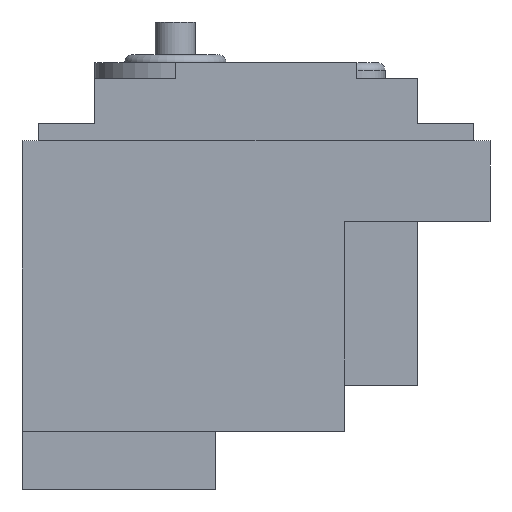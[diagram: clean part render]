
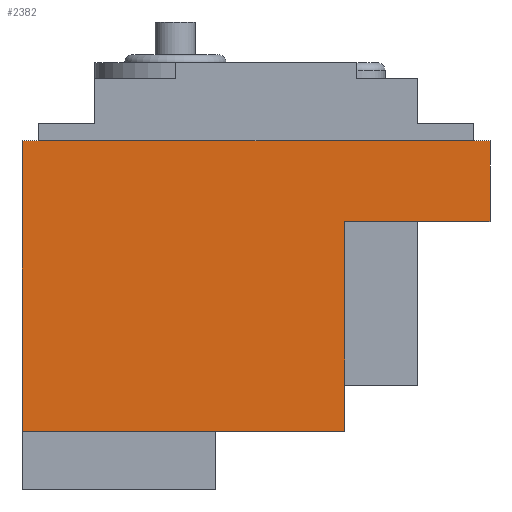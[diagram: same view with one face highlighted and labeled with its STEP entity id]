
A CAD part, top view. The second image highlights one B-rep face of the part: STEP entity #2382.
In plain terms, the highlighted planar face has unit normal (0, 0, 1).
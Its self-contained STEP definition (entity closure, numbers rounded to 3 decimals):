
#50 = CARTESIAN_POINT ( 'NONE',  ( 11., -26., 15.5 ) ) ;
#140 = CARTESIAN_POINT ( 'NONE',  ( -29., 0., 15.5 ) ) ;
#153 = VERTEX_POINT ( 'NONE', #1518 ) ;
#155 = EDGE_CURVE ( 'NONE', #241, #395, #2172, .T. ) ;
#241 = VERTEX_POINT ( 'NONE', #50 ) ;
#252 = CARTESIAN_POINT ( 'NONE',  ( -29., 10., 15.5 ) ) ;
#296 = DIRECTION ( 'NONE',  ( -1., 0., 0. ) ) ;
#395 = VERTEX_POINT ( 'NONE', #3155 ) ;
#503 = CARTESIAN_POINT ( 'NONE',  ( 11., -21., 15.5 ) ) ;
#516 = EDGE_CURVE ( 'NONE', #901, #153, #1439, .T. ) ;
#539 = DIRECTION ( 'NONE',  ( 1., 0., 0. ) ) ;
#618 = EDGE_CURVE ( 'NONE', #153, #2034, #1895, .T. ) ;
#673 = EDGE_CURVE ( 'NONE', #901, #1888, #1263, .T. ) ;
#697 = ORIENTED_EDGE ( 'NONE', *, *, #516, .F. ) ;
#761 = CARTESIAN_POINT ( 'NONE',  ( 29., 0., 15.5 ) ) ;
#801 = VECTOR ( 'NONE', #1780, 1000. ) ;
#807 = CARTESIAN_POINT ( 'NONE',  ( 29., 10., 15.5 ) ) ;
#883 = CARTESIAN_POINT ( 'NONE',  ( -29., -26., 15.5 ) ) ;
#901 = VERTEX_POINT ( 'NONE', #1753 ) ;
#1027 = ORIENTED_EDGE ( 'NONE', *, *, #3081, .F. ) ;
#1046 = DIRECTION ( 'NONE',  ( -1., 0., 0. ) ) ;
#1125 = ORIENTED_EDGE ( 'NONE', *, *, #618, .F. ) ;
#1263 = LINE ( 'NONE', #1296, #2289 ) ;
#1271 = DIRECTION ( 'NONE',  ( 0., 0., -1. ) ) ;
#1296 = CARTESIAN_POINT ( 'NONE',  ( -29., 10., 15.5 ) ) ;
#1439 = LINE ( 'NONE', #252, #1897 ) ;
#1471 = AXIS2_PLACEMENT_3D ( 'NONE', #2299, #1271, #1046 ) ;
#1518 = CARTESIAN_POINT ( 'NONE',  ( 29., 10., 15.5 ) ) ;
#1605 = VECTOR ( 'NONE', #2310, 1000. ) ;
#1641 = ORIENTED_EDGE ( 'NONE', *, *, #1856, .T. ) ;
#1725 = FACE_OUTER_BOUND ( 'NONE', #3260, .T. ) ;
#1753 = CARTESIAN_POINT ( 'NONE',  ( -29., 10., 15.5 ) ) ;
#1780 = DIRECTION ( 'NONE',  ( 0., 1., 0. ) ) ;
#1856 = EDGE_CURVE ( 'NONE', #395, #2034, #1976, .T. ) ;
#1888 = VERTEX_POINT ( 'NONE', #883 ) ;
#1895 = LINE ( 'NONE', #807, #1605 ) ;
#1897 = VECTOR ( 'NONE', #539, 1000. ) ;
#1957 = DIRECTION ( 'NONE',  ( 1., 0., 0. ) ) ;
#1976 = LINE ( 'NONE', #140, #2174 ) ;
#2034 = VERTEX_POINT ( 'NONE', #761 ) ;
#2072 = CARTESIAN_POINT ( 'NONE',  ( -29., -26., 15.5 ) ) ;
#2172 = LINE ( 'NONE', #503, #801 ) ;
#2174 = VECTOR ( 'NONE', #1957, 1000. ) ;
#2289 = VECTOR ( 'NONE', #3241, 1000. ) ;
#2299 = CARTESIAN_POINT ( 'NONE',  ( -29., 10., 15.5 ) ) ;
#2310 = DIRECTION ( 'NONE',  ( 0., -1., 0. ) ) ;
#2382 = ADVANCED_FACE ( 'NONE', ( #1725 ), #2420, .F. ) ;
#2420 = PLANE ( 'NONE',  #1471 ) ;
#2744 = ORIENTED_EDGE ( 'NONE', *, *, #155, .T. ) ;
#2832 = LINE ( 'NONE', #2072, #3133 ) ;
#3081 = EDGE_CURVE ( 'NONE', #241, #1888, #2832, .T. ) ;
#3133 = VECTOR ( 'NONE', #296, 1000. ) ;
#3155 = CARTESIAN_POINT ( 'NONE',  ( 11., 0., 15.5 ) ) ;
#3241 = DIRECTION ( 'NONE',  ( 0., -1., 0. ) ) ;
#3260 = EDGE_LOOP ( 'NONE', ( #3288, #1027, #2744, #1641, #1125, #697 ) ) ;
#3288 = ORIENTED_EDGE ( 'NONE', *, *, #673, .T. ) ;
